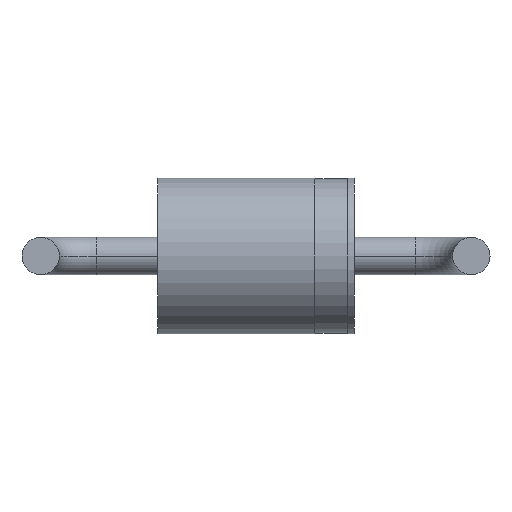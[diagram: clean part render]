
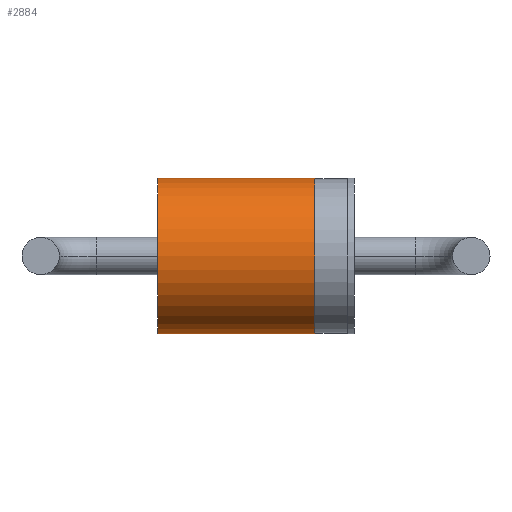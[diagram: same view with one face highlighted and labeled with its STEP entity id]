
A CAD part, front view. The second image highlights one B-rep face of the part: STEP entity #2884.
In plain terms, the highlighted cylindrical face has radius 1.15 mm (diameter 2.3 mm), a partial arc.
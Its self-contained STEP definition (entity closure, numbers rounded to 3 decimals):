
#88 = ORIENTED_EDGE ( 'NONE', *, *, #1407, .T. ) ;
#171 = DIRECTION ( 'NONE',  ( -1., 0., 0. ) ) ;
#330 = EDGE_CURVE ( 'NONE', #2025, #1449, #2638, .T. ) ;
#361 = DIRECTION ( 'NONE',  ( -1., 0., 0. ) ) ;
#568 = CARTESIAN_POINT ( 'NONE',  ( 1.725, 2.15, 1.15 ) ) ;
#584 = CARTESIAN_POINT ( 'NONE',  ( 4.625, 2.15, -1.15 ) ) ;
#650 = ORIENTED_EDGE ( 'NONE', *, *, #727, .T. ) ;
#727 = EDGE_CURVE ( 'NONE', #2077, #2025, #2935, .T. ) ;
#798 = LINE ( 'NONE', #584, #1497 ) ;
#911 = EDGE_CURVE ( 'NONE', #1178, #1449, #798, .T. ) ;
#1091 = CARTESIAN_POINT ( 'NONE',  ( 4.042, 2.15, 0. ) ) ;
#1147 = CARTESIAN_POINT ( 'NONE',  ( 1.725, 2.15, 0. ) ) ;
#1178 = VERTEX_POINT ( 'NONE', #2691 ) ;
#1220 = DIRECTION ( 'NONE',  ( 0., 0., 1. ) ) ;
#1368 = DIRECTION ( 'NONE',  ( 1., 0., 0. ) ) ;
#1407 = EDGE_CURVE ( 'NONE', #1178, #2077, #2743, .T. ) ;
#1448 = CARTESIAN_POINT ( 'NONE',  ( 4.625, 2.15, 0. ) ) ;
#1449 = VERTEX_POINT ( 'NONE', #2895 ) ;
#1497 = VECTOR ( 'NONE', #1838, 1000. ) ;
#1610 = AXIS2_PLACEMENT_3D ( 'NONE', #1147, #1368, #2708 ) ;
#1663 = CARTESIAN_POINT ( 'NONE',  ( 4.625, 2.15, 1.15 ) ) ;
#1776 = VECTOR ( 'NONE', #361, 1000. ) ;
#1838 = DIRECTION ( 'NONE',  ( -1., 0., 0. ) ) ;
#1910 = DIRECTION ( 'NONE',  ( -1., 0., 0. ) ) ;
#2025 = VERTEX_POINT ( 'NONE', #568 ) ;
#2062 = AXIS2_PLACEMENT_3D ( 'NONE', #1448, #171, #1220 ) ;
#2077 = VERTEX_POINT ( 'NONE', #2874 ) ;
#2214 = FACE_OUTER_BOUND ( 'NONE', #3218, .T. ) ;
#2638 = CIRCLE ( 'NONE', #1610, 1.15 ) ;
#2685 = AXIS2_PLACEMENT_3D ( 'NONE', #1091, #1910, #3260 ) ;
#2691 = CARTESIAN_POINT ( 'NONE',  ( 4.042, 2.15, -1.15 ) ) ;
#2708 = DIRECTION ( 'NONE',  ( 0., 0., -1. ) ) ;
#2743 = CIRCLE ( 'NONE', #2685, 1.15 ) ;
#2849 = ORIENTED_EDGE ( 'NONE', *, *, #911, .F. ) ;
#2874 = CARTESIAN_POINT ( 'NONE',  ( 4.042, 2.15, 1.15 ) ) ;
#2884 = ADVANCED_FACE ( 'NONE', ( #2214 ), #3245, .T. ) ;
#2895 = CARTESIAN_POINT ( 'NONE',  ( 1.725, 2.15, -1.15 ) ) ;
#2935 = LINE ( 'NONE', #1663, #1776 ) ;
#3218 = EDGE_LOOP ( 'NONE', ( #2849, #88, #650, #3328 ) ) ;
#3245 = CYLINDRICAL_SURFACE ( 'NONE', #2062, 1.15 ) ;
#3260 = DIRECTION ( 'NONE',  ( 0., 0., 1. ) ) ;
#3328 = ORIENTED_EDGE ( 'NONE', *, *, #330, .T. ) ;
